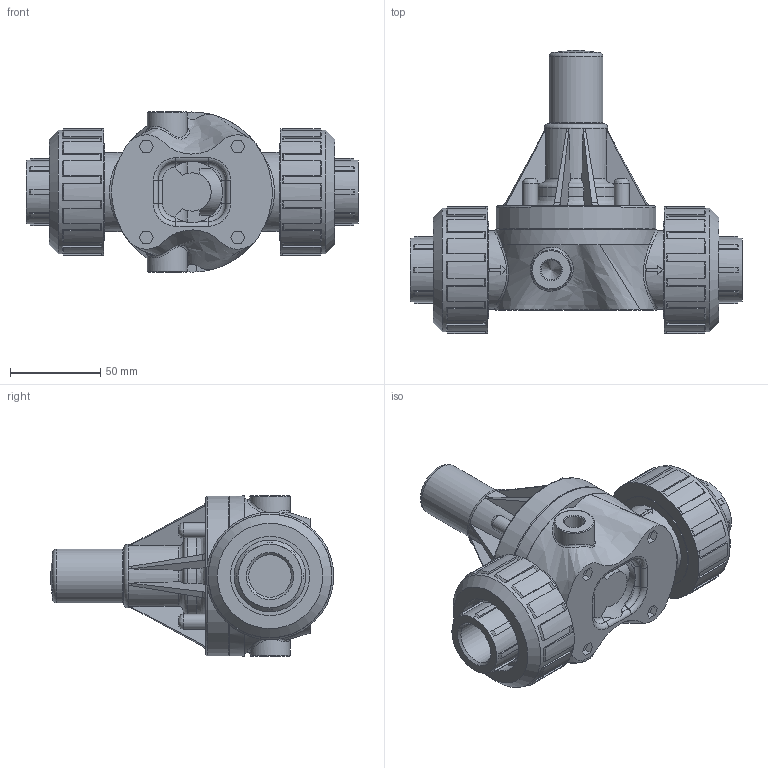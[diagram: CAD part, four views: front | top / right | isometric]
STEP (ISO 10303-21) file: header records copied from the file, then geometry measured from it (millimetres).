
FILE_DESCRIPTION((''),'2;1');
FILE_NAME('ECO-75G-PVC_R0.stp','2017-03-06T13:12:44',('salesdesk5'),(''),'Autodesk Inventor 2009','Autodesk Inventor 2009','');
FILE_SCHEMA(('AUTOMOTIVE_DESIGN { 1 0 10303 214 1 1 1 1 }'));
Length unit declared in the file: inch
Products named in the file (1): ECO-75G-PVC_R0
Bounding box: 184.35 x 157.21 x 88.9 mm (x, y, z)
Volume: 655023.1 mm3; surface area: 94923.9 mm2
Topology: 1 solids, 17 shells, 550 faces, 1434 edges, 950 vertices
Faces by surface type: plane 243, cylinder 112, cone 91, bspline 81, torus 23
Full cylindrical faces by diameter (mm): 5.842 x4, 6.502 x4, 6.528 x4, 8.382 x4, 10.16 x4, 11.113 x2, 22.225 x2, 23.622 x2, 29.972 x1, 35.306 x2, 35.56 x1, 43.586 x2, 43.942 x2, 53.797 x2, 68.631 x2, 70.612 x2, 88.9 x1
Entity records: 23534 total; most frequent: CARTESIAN_POINT 10077, ORIENTED_EDGE 2680, DIRECTION 2606, EDGE_CURVE 1340, AXIS2_PLACEMENT_3D 973, VERTEX_POINT 923, VECTOR 660, LINE 660
